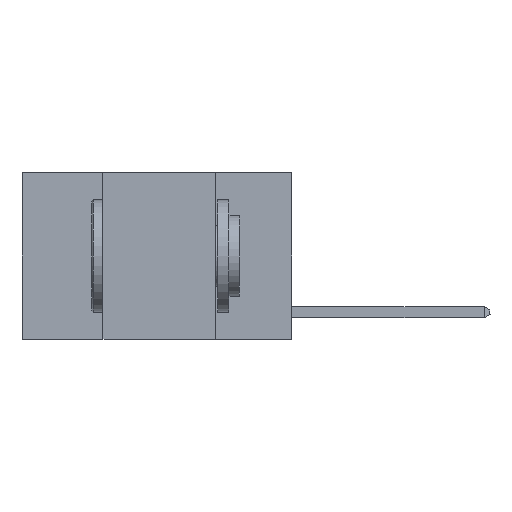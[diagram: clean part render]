
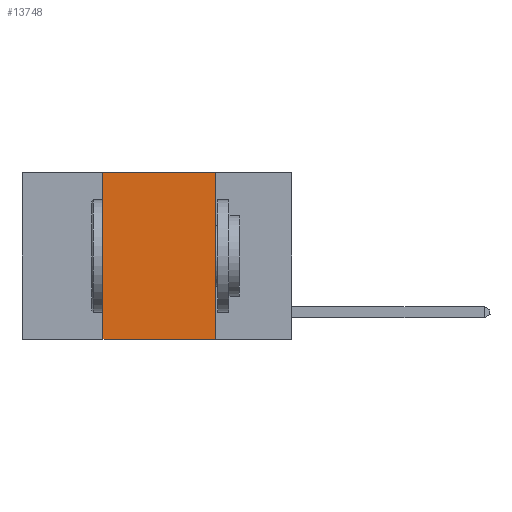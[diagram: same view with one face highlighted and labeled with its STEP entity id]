
A CAD part, left-side view. The second image highlights one B-rep face of the part: STEP entity #13748.
In plain terms, the highlighted planar face has unit normal (-1, 0, 0).
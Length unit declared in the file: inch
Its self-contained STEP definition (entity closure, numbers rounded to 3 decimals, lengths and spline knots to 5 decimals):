
#640 = LINE ( 'NONE', #13025, #5367 ) ;
#818 = ORIENTED_EDGE ( 'NONE', *, *, #4640, .F. ) ;
#1267 = ORIENTED_EDGE ( 'NONE', *, *, #26891, .F. ) ;
#1790 = VECTOR ( 'NONE', #24616, 39.37008 ) ;
#2922 = LINE ( 'NONE', #13484, #3236 ) ;
#3236 = VECTOR ( 'NONE', #19953, 39.37008 ) ;
#4640 = EDGE_CURVE ( 'NONE', #22894, #23052, #640, .T. ) ;
#5367 = VECTOR ( 'NONE', #9081, 39.37008 ) ;
#6728 = DIRECTION ( 'NONE',  ( 0., 0., -1. ) ) ;
#6777 = CARTESIAN_POINT ( 'NONE',  ( 0., 0.6, -0.37 ) ) ;
#7594 = EDGE_CURVE ( 'NONE', #15440, #14055, #24099, .T. ) ;
#8575 = VECTOR ( 'NONE', #26191, 39.37008 ) ;
#8724 = FACE_OUTER_BOUND ( 'NONE', #14592, .T. ) ;
#9081 = DIRECTION ( 'NONE',  ( 0., -1., 0. ) ) ;
#9196 = CARTESIAN_POINT ( 'NONE',  ( 0., 0.42, 0. ) ) ;
#9424 = EDGE_CURVE ( 'NONE', #23052, #14055, #16014, .T. ) ;
#9671 = ORIENTED_EDGE ( 'NONE', *, *, #7594, .T. ) ;
#11380 = PLANE ( 'NONE',  #19595 ) ;
#13025 = CARTESIAN_POINT ( 'NONE',  ( 0., 0.6, 0. ) ) ;
#13484 = CARTESIAN_POINT ( 'NONE',  ( 0., 0.42, 0. ) ) ;
#13748 = ADVANCED_FACE ( 'NONE', ( #8724 ), #11380, .F. ) ;
#14055 = VERTEX_POINT ( 'NONE', #25566 ) ;
#14592 = EDGE_LOOP ( 'NONE', ( #16693, #818, #1267, #9671 ) ) ;
#15440 = VERTEX_POINT ( 'NONE', #25288 ) ;
#16014 = LINE ( 'NONE', #26987, #1790 ) ;
#16693 = ORIENTED_EDGE ( 'NONE', *, *, #9424, .F. ) ;
#18335 = CARTESIAN_POINT ( 'NONE',  ( 0., 0.17, 0. ) ) ;
#19595 = AXIS2_PLACEMENT_3D ( 'NONE', #25879, #26010, #6728 ) ;
#19953 = DIRECTION ( 'NONE',  ( 0., 0., 1. ) ) ;
#22894 = VERTEX_POINT ( 'NONE', #9196 ) ;
#23052 = VERTEX_POINT ( 'NONE', #18335 ) ;
#24099 = LINE ( 'NONE', #6777, #8575 ) ;
#24616 = DIRECTION ( 'NONE',  ( 0., 0., -1. ) ) ;
#25288 = CARTESIAN_POINT ( 'NONE',  ( 0., 0.42, -0.37 ) ) ;
#25566 = CARTESIAN_POINT ( 'NONE',  ( 0., 0.17, -0.37 ) ) ;
#25879 = CARTESIAN_POINT ( 'NONE',  ( 0., 0.6, 0. ) ) ;
#26010 = DIRECTION ( 'NONE',  ( 1., 0., 0. ) ) ;
#26191 = DIRECTION ( 'NONE',  ( 0., -1., 0. ) ) ;
#26891 = EDGE_CURVE ( 'NONE', #15440, #22894, #2922, .T. ) ;
#26987 = CARTESIAN_POINT ( 'NONE',  ( 0., 0.17, 0. ) ) ;
